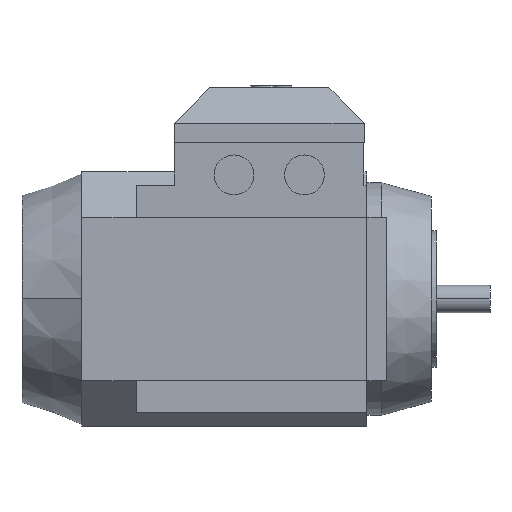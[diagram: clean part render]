
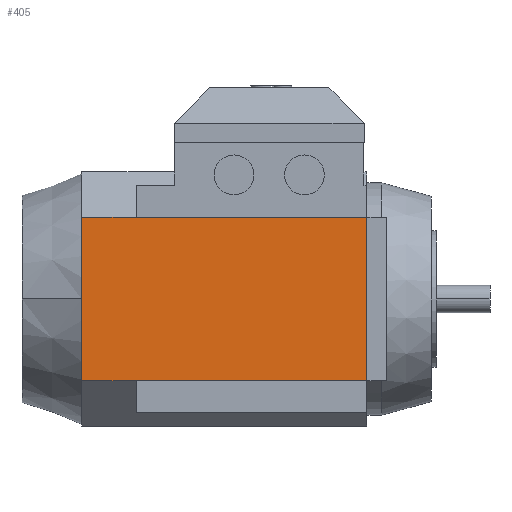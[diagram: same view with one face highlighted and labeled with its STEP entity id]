
A CAD part, left-side view. The second image highlights one B-rep face of the part: STEP entity #405.
In plain terms, the highlighted planar face has unit normal (-1, 0, 0).
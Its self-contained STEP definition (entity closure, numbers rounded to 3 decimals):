
#214=PLANE('',#3008);
#405=ADVANCED_FACE('',(#559),#214,.T.);
#559=FACE_OUTER_BOUND('',#743,.T.);
#743=EDGE_LOOP('',(#1552,#1553,#1554,#1555,#1556,#1557));
#1552=ORIENTED_EDGE('',*,*,#1910,.T.);
#1553=ORIENTED_EDGE('',*,*,#2172,.F.);
#1554=ORIENTED_EDGE('',*,*,#2180,.F.);
#1555=ORIENTED_EDGE('',*,*,#2210,.T.);
#1556=ORIENTED_EDGE('',*,*,#2204,.T.);
#1557=ORIENTED_EDGE('',*,*,#2160,.T.);
#1652=VERTEX_POINT('',#3918);
#1653=VERTEX_POINT('',#3920);
#1804=VERTEX_POINT('',#4553);
#1811=VERTEX_POINT('',#4578);
#1816=VERTEX_POINT('',#4593);
#1828=VERTEX_POINT('',#4641);
#1910=EDGE_CURVE('',#1653,#1652,#2252,.T.);
#2160=EDGE_CURVE('',#1804,#1653,#2454,.T.);
#2172=EDGE_CURVE('',#1811,#1652,#2466,.T.);
#2180=EDGE_CURVE('',#1816,#1811,#2474,.T.);
#2204=EDGE_CURVE('',#1828,#1804,#2498,.T.);
#2210=EDGE_CURVE('',#1816,#1828,#2502,.T.);
#2252=LINE('',#3919,#2544);
#2454=LINE('',#4554,#2746);
#2466=LINE('',#4579,#2758);
#2474=LINE('',#4594,#2766);
#2498=LINE('',#4640,#2790);
#2502=LINE('',#4652,#2794);
#2544=VECTOR('',#3164,1.);
#2746=VECTOR('',#3628,1.);
#2758=VECTOR('',#3652,1.);
#2766=VECTOR('',#3664,1.);
#2790=VECTOR('',#3710,1.);
#2794=VECTOR('',#3726,1.);
#3008=AXIS2_PLACEMENT_3D('',#4653,#3727,#3728);
#3164=DIRECTION('',(0.,0.,1.));
#3628=DIRECTION('',(0.,-1.,0.));
#3652=DIRECTION('',(0.,-1.,0.));
#3664=DIRECTION('',(0.,-1.,0.));
#3710=DIRECTION('',(0.,-1.,0.));
#3726=DIRECTION('',(0.,0.,-1.));
#3727=DIRECTION('',(-1.,0.,0.));
#3728=DIRECTION('',(0.,0.,-1.));
#3918=CARTESIAN_POINT('',(-65.,-146.,41.773));
#3919=CARTESIAN_POINT('',(-65.,-146.,-41.773));
#3920=CARTESIAN_POINT('',(-65.,-146.,-41.773));
#4553=CARTESIAN_POINT('',(-65.,-28.,-41.773));
#4554=CARTESIAN_POINT('',(-65.,-28.,-41.773));
#4578=CARTESIAN_POINT('',(-65.,-28.,41.773));
#4579=CARTESIAN_POINT('',(-65.,-28.,41.773));
#4593=CARTESIAN_POINT('',(-65.,0.,41.773));
#4594=CARTESIAN_POINT('',(-65.,0.,41.773));
#4640=CARTESIAN_POINT('',(-65.,0.,-41.773));
#4641=CARTESIAN_POINT('',(-65.,0.,-41.773));
#4652=CARTESIAN_POINT('',(-65.,0.,41.773));
#4653=CARTESIAN_POINT('',(-65.,0.,-41.773));
